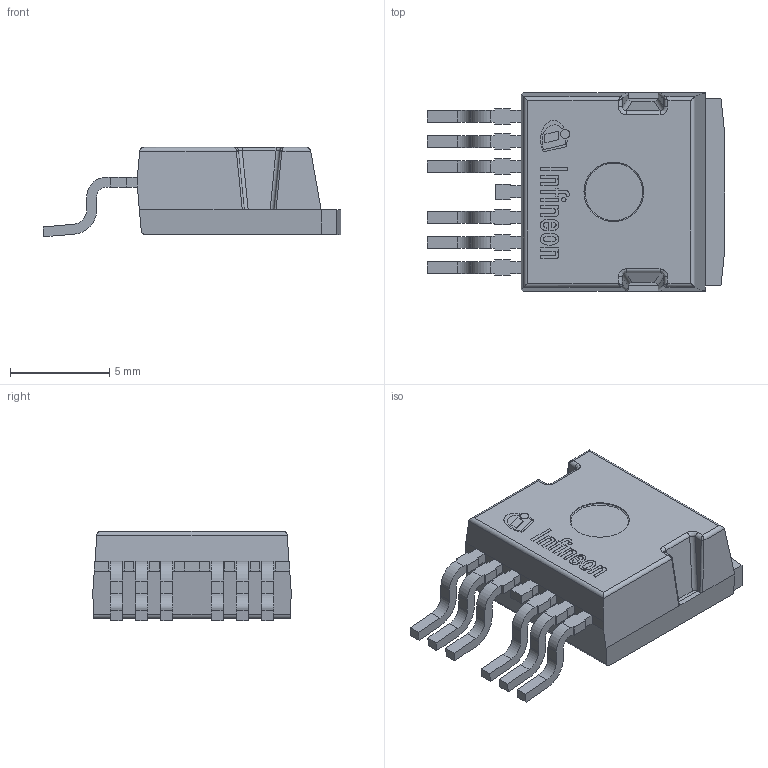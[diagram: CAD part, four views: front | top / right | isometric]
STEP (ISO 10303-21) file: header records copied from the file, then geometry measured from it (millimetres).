
FILE_DESCRIPTION(/* description */ (''),/* implementation_level */ '2;1');
FILE_NAME(/* name */ 'PG-TO263-7-17_Z8B00248759_V02_3D.stp',/* time_stamp */ '2025-05-12T19:25:45+05:30',/* author */ ('sivamani'),/* organization */ (''),/* preprocessor_version */ 'ST-DEVELOPER v19.2',/* originating_system */ 'AutoCAD Mechanical',/* authorisation */ '');
FILE_SCHEMA (('AUTOMOTIVE_DESIGN { 1 0 10303 214 3 1 1 }'));
Length unit declared in the file: millimetre
Products named in the file (1): Product
Bounding box: 15 x 10 x 4.51 mm (x, y, z)
Volume: 403.5 mm3; surface area: 632.5 mm2
Topology: 21 solids, 21 shells, 373 faces, 973 edges, 635 vertices
Faces by surface type: plane 292, cylinder 50, bspline 30, torus 1
Full cylindrical faces by diameter (mm): 0.22 x1, 0.453 x1, 3 x1
Entity records: 11797 total; most frequent: CARTESIAN_POINT 2696, ORIENTED_EDGE 1938, DIRECTION 1727, EDGE_CURVE 969, LINE 811, VECTOR 811, VERTEX_POINT 635, AXIS2_PLACEMENT_3D 458
